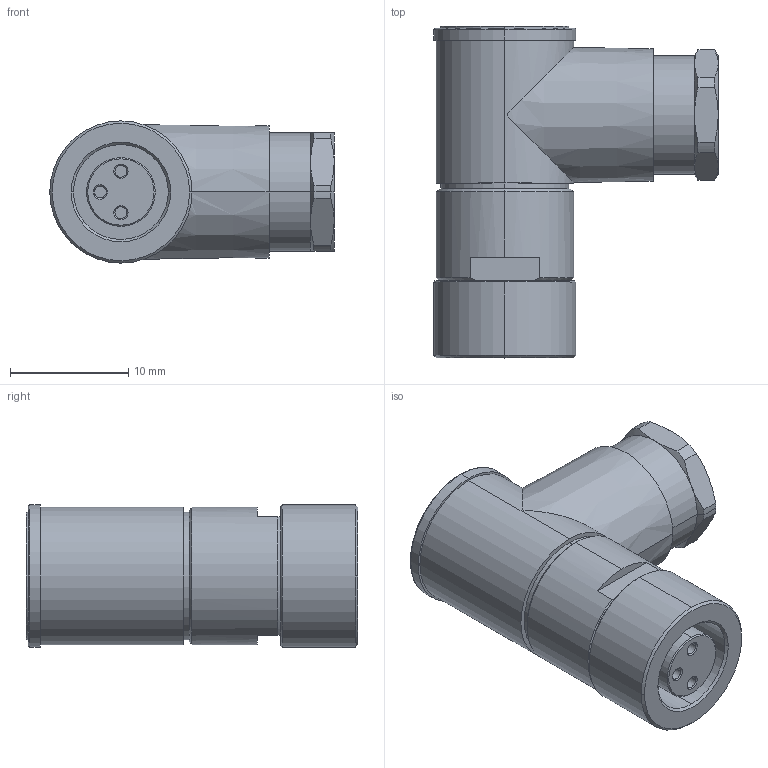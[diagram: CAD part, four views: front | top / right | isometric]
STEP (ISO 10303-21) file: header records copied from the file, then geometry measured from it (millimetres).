
FILE_DESCRIPTION(('SolidDesigner STEP Export'),'2;1');
FILE_NAME('1529399.stp','2008-07-25T11:26:52',(''),(''),'OneSpace Designer STEP processor for AP214 (Solid Model)','OneSpace Designer 14.50 18-Oct-2006 (C) CoCreate Software GmbH','');
FILE_SCHEMA(('AUTOMOTIVE_DESIGN { 1 0 10303 214 1 1 1 1 }'));
Length unit declared in the file: millimetre
Products named in the file (1): 1529399
Bounding box: 24 x 28 x 12 mm (x, y, z)
Volume: 3870.2 mm3; surface area: 2165.8 mm2
Topology: 1 solids, 1 shells, 99 faces, 226 edges, 142 vertices
Faces by surface type: cone 38, cylinder 34, plane 25, torus 2
Entity records: 2471 total; most frequent: CARTESIAN_POINT 537, ORIENTED_EDGE 452, DIRECTION 346, EDGE_CURVE 226, VERTEX_POINT 142, AXIS2_PLACEMENT_3D 137, EDGE_LOOP 112, FACE_OUTER_BOUND 99
